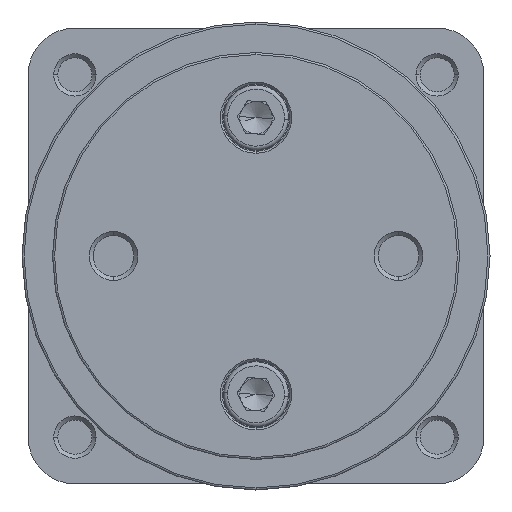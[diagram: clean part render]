
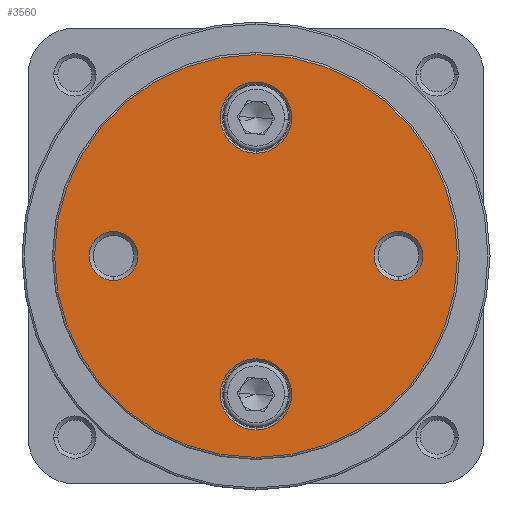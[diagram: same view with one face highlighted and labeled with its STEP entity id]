
A CAD part, left-side view. The second image highlights one B-rep face of the part: STEP entity #3560.
In plain terms, the highlighted planar face has unit normal (-1, 0, 0).
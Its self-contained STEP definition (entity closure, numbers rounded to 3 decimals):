
#65 = VERTEX_POINT ( 'NONE', #6853 ) ;
#66 = VERTEX_POINT ( 'NONE', #2017 ) ;
#69 = VERTEX_POINT ( 'NONE', #2007 ) ;
#70 = VERTEX_POINT ( 'NONE', #2006 ) ;
#158 = VERTEX_POINT ( 'NONE', #1926 ) ;
#161 = VERTEX_POINT ( 'NONE', #1923 ) ;
#958 = CIRCLE ( 'NONE', #2715, 6. ) ;
#1027 = CIRCLE ( 'NONE', #2727, 8.75 ) ;
#1037 = CIRCLE ( 'NONE', #2737, 49.5 ) ;
#1039 = CIRCLE ( 'NONE', #2741, 6. ) ;
#1042 = CIRCLE ( 'NONE', #2742, 8.75 ) ;
#1217 = CIRCLE ( 'NONE', #2779, 6. ) ;
#1592 = VERTEX_POINT ( 'NONE', #3782 ) ;
#1594 = VERTEX_POINT ( 'NONE', #3784 ) ;
#1595 = VERTEX_POINT ( 'NONE', #3785 ) ;
#1598 = VERTEX_POINT ( 'NONE', #3788 ) ;
#1923 = CARTESIAN_POINT ( 'NONE',  ( 0., 0., -42.75 ) ) ;
#1926 = CARTESIAN_POINT ( 'NONE',  ( 0., 0., -25.25 ) ) ;
#2006 = CARTESIAN_POINT ( 'NONE',  ( 0., 35., -6. ) ) ;
#2007 = CARTESIAN_POINT ( 'NONE',  ( 0., 35., 6. ) ) ;
#2017 = CARTESIAN_POINT ( 'NONE',  ( 0., -35., -6. ) ) ;
#2110 = EDGE_CURVE ( 'NONE', #69, #70, #958, .T. ) ;
#2155 = EDGE_CURVE ( 'NONE', #161, #158, #1027, .T. ) ;
#2165 = EDGE_CURVE ( 'NONE', #1592, #1594, #1037, .T. ) ;
#2167 = EDGE_CURVE ( 'NONE', #66, #65, #1039, .T. ) ;
#2169 = EDGE_CURVE ( 'NONE', #1598, #1595, #1042, .T. ) ;
#2279 = EDGE_CURVE ( 'NONE', #70, #69, #1217, .T. ) ;
#2510 = EDGE_CURVE ( 'NONE', #1594, #1592, #5100, .T. ) ;
#2534 = EDGE_CURVE ( 'NONE', #1595, #1598, #5135, .T. ) ;
#2538 = EDGE_CURVE ( 'NONE', #158, #161, #5140, .T. ) ;
#2715 = AXIS2_PLACEMENT_3D ( 'NONE', #3892, #3893, #3894 ) ;
#2727 = AXIS2_PLACEMENT_3D ( 'NONE', #4002, #4003, #4004 ) ;
#2737 = AXIS2_PLACEMENT_3D ( 'NONE', #4032, #4033, #4034 ) ;
#2741 = AXIS2_PLACEMENT_3D ( 'NONE', #4027, #4039, #4040 ) ;
#2742 = AXIS2_PLACEMENT_3D ( 'NONE', #4044, #4045, #4046 ) ;
#2779 = AXIS2_PLACEMENT_3D ( 'NONE', #4309, #4311, #4312 ) ;
#2920 = AXIS2_PLACEMENT_3D ( 'NONE', #4890, #4897, #4898 ) ;
#2935 = AXIS2_PLACEMENT_3D ( 'NONE', #6322, #6323, #6324 ) ;
#2939 = AXIS2_PLACEMENT_3D ( 'NONE', #6332, #6333, #6334 ) ;
#2981 = AXIS2_PLACEMENT_3D ( 'NONE', #6739, #6741, #6742 ) ;
#3111 = AXIS2_PLACEMENT_3D ( 'NONE', #7175, #7190, #7191 ) ;
#3385 = EDGE_LOOP ( 'NONE', ( #6000, #5999 ) ) ;
#3454 = EDGE_CURVE ( 'NONE', #65, #66, #5477, .T. ) ;
#3560 = ADVANCED_FACE ( 'NONE', ( #5708, #5714, #5716, #5718, #5704 ), #7187, .F. ) ;
#3782 = CARTESIAN_POINT ( 'NONE',  ( 0., 0., -49.5 ) ) ;
#3784 = CARTESIAN_POINT ( 'NONE',  ( 0., 0., 49.5 ) ) ;
#3785 = CARTESIAN_POINT ( 'NONE',  ( 0., 0., 42.75 ) ) ;
#3788 = CARTESIAN_POINT ( 'NONE',  ( 0., 0., 25.25 ) ) ;
#3892 = CARTESIAN_POINT ( 'NONE',  ( 0., 35., 0. ) ) ;
#3893 = DIRECTION ( 'NONE',  ( 1., 0., 0. ) ) ;
#3894 = DIRECTION ( 'NONE',  ( 0., 0., -1. ) ) ;
#4002 = CARTESIAN_POINT ( 'NONE',  ( 0., 0., -34. ) ) ;
#4003 = DIRECTION ( 'NONE',  ( 1., 0., 0. ) ) ;
#4004 = DIRECTION ( 'NONE',  ( 0., 0., -1. ) ) ;
#4027 = CARTESIAN_POINT ( 'NONE',  ( 0., -35., 0. ) ) ;
#4032 = CARTESIAN_POINT ( 'NONE',  ( 0., 0., 0. ) ) ;
#4033 = DIRECTION ( 'NONE',  ( -1., 0., 0. ) ) ;
#4034 = DIRECTION ( 'NONE',  ( 0., 0., -1. ) ) ;
#4039 = DIRECTION ( 'NONE',  ( 1., 0., 0. ) ) ;
#4040 = DIRECTION ( 'NONE',  ( 0., 0., -1. ) ) ;
#4044 = CARTESIAN_POINT ( 'NONE',  ( 0., 0., 34. ) ) ;
#4045 = DIRECTION ( 'NONE',  ( 1., 0., 0. ) ) ;
#4046 = DIRECTION ( 'NONE',  ( 0., 0., -1. ) ) ;
#4309 = CARTESIAN_POINT ( 'NONE',  ( 0., 35., 0. ) ) ;
#4311 = DIRECTION ( 'NONE',  ( 1., 0., 0. ) ) ;
#4312 = DIRECTION ( 'NONE',  ( 0., 0., -1. ) ) ;
#4890 = CARTESIAN_POINT ( 'NONE',  ( 0., 0., 0. ) ) ;
#4897 = DIRECTION ( 'NONE',  ( -1., 0., 0. ) ) ;
#4898 = DIRECTION ( 'NONE',  ( 0., 0., -1. ) ) ;
#5100 = CIRCLE ( 'NONE', #2920, 49.5 ) ;
#5135 = CIRCLE ( 'NONE', #2935, 8.75 ) ;
#5140 = CIRCLE ( 'NONE', #2939, 8.75 ) ;
#5477 = CIRCLE ( 'NONE', #2981, 6. ) ;
#5704 = FACE_BOUND ( 'NONE', #7915, .T. ) ;
#5708 = FACE_OUTER_BOUND ( 'NONE', #7903, .T. ) ;
#5714 = FACE_BOUND ( 'NONE', #7919, .T. ) ;
#5716 = FACE_BOUND ( 'NONE', #3385, .T. ) ;
#5718 = FACE_BOUND ( 'NONE', #7927, .T. ) ;
#5995 = ORIENTED_EDGE ( 'NONE', *, *, #2279, .T. ) ;
#5996 = ORIENTED_EDGE ( 'NONE', *, *, #2110, .T. ) ;
#5997 = ORIENTED_EDGE ( 'NONE', *, *, #2167, .T. ) ;
#5998 = ORIENTED_EDGE ( 'NONE', *, *, #3454, .T. ) ;
#5999 = ORIENTED_EDGE ( 'NONE', *, *, #2169, .T. ) ;
#6000 = ORIENTED_EDGE ( 'NONE', *, *, #2534, .T. ) ;
#6001 = ORIENTED_EDGE ( 'NONE', *, *, #2155, .T. ) ;
#6002 = ORIENTED_EDGE ( 'NONE', *, *, #2538, .T. ) ;
#6003 = ORIENTED_EDGE ( 'NONE', *, *, #2510, .T. ) ;
#6004 = ORIENTED_EDGE ( 'NONE', *, *, #2165, .T. ) ;
#6322 = CARTESIAN_POINT ( 'NONE',  ( 0., 0., 34. ) ) ;
#6323 = DIRECTION ( 'NONE',  ( 1., 0., 0. ) ) ;
#6324 = DIRECTION ( 'NONE',  ( 0., 0., -1. ) ) ;
#6332 = CARTESIAN_POINT ( 'NONE',  ( 0., 0., -34. ) ) ;
#6333 = DIRECTION ( 'NONE',  ( 1., 0., 0. ) ) ;
#6334 = DIRECTION ( 'NONE',  ( 0., 0., -1. ) ) ;
#6739 = CARTESIAN_POINT ( 'NONE',  ( 0., -35., 0. ) ) ;
#6741 = DIRECTION ( 'NONE',  ( 1., 0., 0. ) ) ;
#6742 = DIRECTION ( 'NONE',  ( 0., 0., -1. ) ) ;
#6853 = CARTESIAN_POINT ( 'NONE',  ( 0., -35., 6. ) ) ;
#7175 = CARTESIAN_POINT ( 'NONE',  ( 0., 0., 0. ) ) ;
#7187 = PLANE ( 'NONE',  #3111 ) ;
#7190 = DIRECTION ( 'NONE',  ( 1., 0., 0. ) ) ;
#7191 = DIRECTION ( 'NONE',  ( 0., 0., -1. ) ) ;
#7903 = EDGE_LOOP ( 'NONE', ( #6004, #6003 ) ) ;
#7915 = EDGE_LOOP ( 'NONE', ( #5996, #5995 ) ) ;
#7919 = EDGE_LOOP ( 'NONE', ( #6002, #6001 ) ) ;
#7927 = EDGE_LOOP ( 'NONE', ( #5998, #5997 ) ) ;
